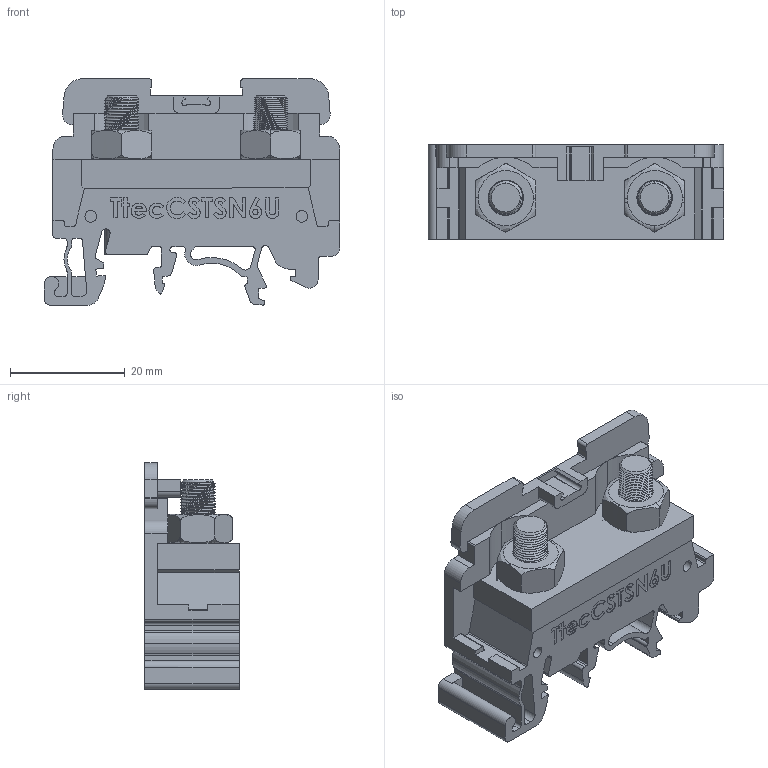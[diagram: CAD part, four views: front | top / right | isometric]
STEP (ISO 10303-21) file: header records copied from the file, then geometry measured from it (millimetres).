
FILE_DESCRIPTION (( 'STEP AP214' ), '1' );
FILE_NAME ('TtecCSTSN6U.STEP', '2020-07-06T10:52:59', ( '' ), ( '' ), 'SwSTEP 2.0', 'SolidWorks 2020', '' );
FILE_SCHEMA (( 'AUTOMOTIVE_DESIGN' ));
Length unit declared in the file: millimetre
Products named in the file (1): TtecCSTSN6U
Bounding box: 51.5 x 16.5 x 39.5 mm (x, y, z)
Volume: 16438.2 mm3; surface area: 9794 mm2
Topology: 1 solids, 1 shells, 766 faces, 2153 edges, 1428 vertices
Faces by surface type: plane 379, cylinder 221, bspline 150, cone 8, torus 8
Full cylindrical faces by diameter (mm): 6.2 x1
Entity records: 46002 total; most frequent: CARTESIAN_POINT 21900, ORIENTED_EDGE 4308, DIRECTION 3388, EDGE_CURVE 2154, VERTEX_POINT 1429, LINE 1334, VECTOR 1334, AXIS2_PLACEMENT_3D 1027
